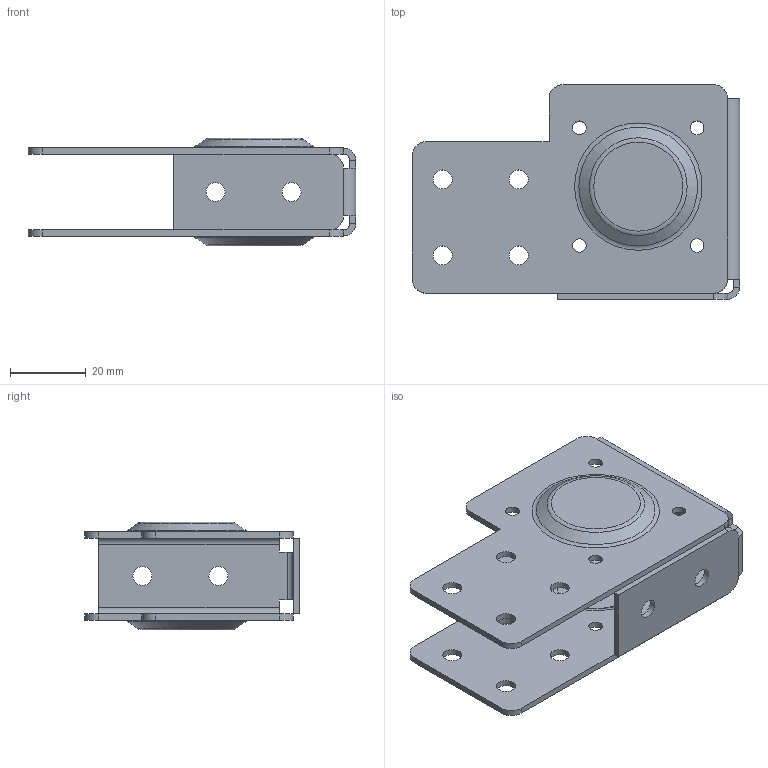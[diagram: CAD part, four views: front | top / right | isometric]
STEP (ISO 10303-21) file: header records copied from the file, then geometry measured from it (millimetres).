
FILE_DESCRIPTION((''),'2;1');
FILE_NAME('Vslot Motor-Pully Endcaps.ipt.step','2014-04-22T18:03:34',(''),(''),'Autodesk Inventor 2013','Autodesk Inventor 2013','');
FILE_SCHEMA(('AUTOMOTIVE_DESIGN { 1 0 10303 214 1 1 1 1 }'));
Length unit declared in the file: millimetre
Products named in the file (1): Vslot Motor-Pully Endcaps
Bounding box: 86.2 x 56.5 x 28.4 mm (x, y, z)
Volume: 16463.1 mm3; surface area: 21280.7 mm2
Topology: 1 solids, 1 shells, 86 faces, 230 edges, 146 vertices
Faces by surface type: cylinder 38, plane 36, torus 8, cone 4
Full cylindrical faces by diameter (mm): 3.6 x8, 5 x12
Entity records: 2464 total; most frequent: DIRECTION 444, CARTESIAN_POINT 391, ORIENTED_EDGE 356, AXIS2_PLACEMENT_3D 179, EDGE_CURVE 178, EDGE_LOOP 162, VERTEX_POINT 126, CIRCLE 92
